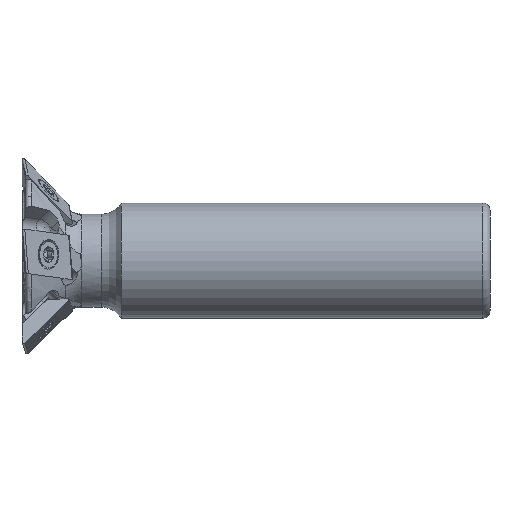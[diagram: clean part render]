
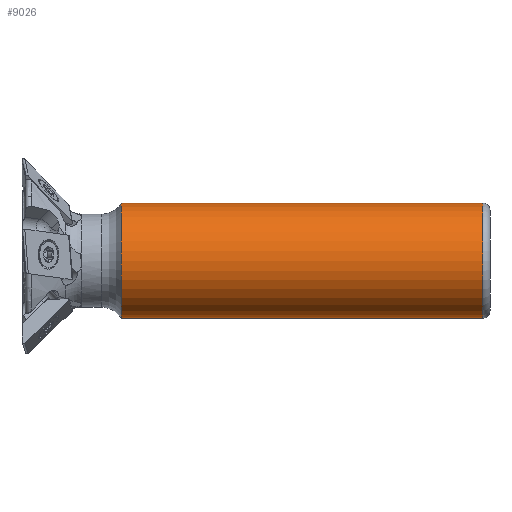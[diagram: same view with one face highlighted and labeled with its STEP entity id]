
A CAD part, front view. The second image highlights one B-rep face of the part: STEP entity #9026.
In plain terms, the highlighted cylindrical face has radius 12.5 mm (diameter 25 mm), a partial arc.
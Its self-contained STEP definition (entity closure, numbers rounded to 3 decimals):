
#377 = CARTESIAN_POINT ( 'NONE',  ( -207.095, 0., 12.5 ) ) ;
#570 = CARTESIAN_POINT ( 'NONE',  ( -1.587, 0., 0. ) ) ;
#1132 = DIRECTION ( 'NONE',  ( -1., 0., 0. ) ) ;
#1693 = AXIS2_PLACEMENT_3D ( 'NONE', #570, #6604, #8079 ) ;
#1758 = CIRCLE ( 'NONE', #9521, 12.5 ) ;
#1975 = EDGE_CURVE ( 'NONE', #4946, #5049, #3449, .T. ) ;
#2185 = ORIENTED_EDGE ( 'NONE', *, *, #1975, .T. ) ;
#2199 = LINE ( 'NONE', #377, #3035 ) ;
#2352 = DIRECTION ( 'NONE',  ( -1., 0., 0. ) ) ;
#2454 = DIRECTION ( 'NONE',  ( 0., 0., 1. ) ) ;
#2600 = CARTESIAN_POINT ( 'NONE',  ( -80.01, 0., 0. ) ) ;
#2708 = DIRECTION ( 'NONE',  ( -1., 0., 0. ) ) ;
#2748 = CARTESIAN_POINT ( 'NONE',  ( -207.095, 0., -12.5 ) ) ;
#3035 = VECTOR ( 'NONE', #2708, 1000. ) ;
#3449 = CIRCLE ( 'NONE', #1693, 12.5 ) ;
#3891 = AXIS2_PLACEMENT_3D ( 'NONE', #5439, #2352, #2454 ) ;
#4044 = VERTEX_POINT ( 'NONE', #5532 ) ;
#4095 = ORIENTED_EDGE ( 'NONE', *, *, #5142, .T. ) ;
#4539 = EDGE_LOOP ( 'NONE', ( #8899, #2185, #4095, #5740 ) ) ;
#4859 = FACE_OUTER_BOUND ( 'NONE', #4539, .T. ) ;
#4946 = VERTEX_POINT ( 'NONE', #6303 ) ;
#5049 = VERTEX_POINT ( 'NONE', #6520 ) ;
#5142 = EDGE_CURVE ( 'NONE', #5049, #4044, #2199, .T. ) ;
#5278 = VERTEX_POINT ( 'NONE', #5863 ) ;
#5439 = CARTESIAN_POINT ( 'NONE',  ( -207.095, 0., 0. ) ) ;
#5532 = CARTESIAN_POINT ( 'NONE',  ( -80.01, 0., 12.5 ) ) ;
#5740 = ORIENTED_EDGE ( 'NONE', *, *, #9246, .F. ) ;
#5863 = CARTESIAN_POINT ( 'NONE',  ( -80.01, 0., -12.5 ) ) ;
#6303 = CARTESIAN_POINT ( 'NONE',  ( -1.587, 0., -12.5 ) ) ;
#6520 = CARTESIAN_POINT ( 'NONE',  ( -1.587, 0., 12.5 ) ) ;
#6604 = DIRECTION ( 'NONE',  ( -1., 0., 0. ) ) ;
#6713 = EDGE_CURVE ( 'NONE', #4946, #5278, #6797, .T. ) ;
#6797 = LINE ( 'NONE', #2748, #7980 ) ;
#7980 = VECTOR ( 'NONE', #8041, 1000. ) ;
#8041 = DIRECTION ( 'NONE',  ( -1., 0., 0. ) ) ;
#8079 = DIRECTION ( 'NONE',  ( 0., 0., 1. ) ) ;
#8614 = DIRECTION ( 'NONE',  ( 0., 0., 1. ) ) ;
#8899 = ORIENTED_EDGE ( 'NONE', *, *, #6713, .F. ) ;
#9026 = ADVANCED_FACE ( 'NONE', ( #4859 ), #9811, .T. ) ;
#9246 = EDGE_CURVE ( 'NONE', #5278, #4044, #1758, .T. ) ;
#9521 = AXIS2_PLACEMENT_3D ( 'NONE', #2600, #1132, #8614 ) ;
#9811 = CYLINDRICAL_SURFACE ( 'NONE', #3891, 12.5 ) ;
